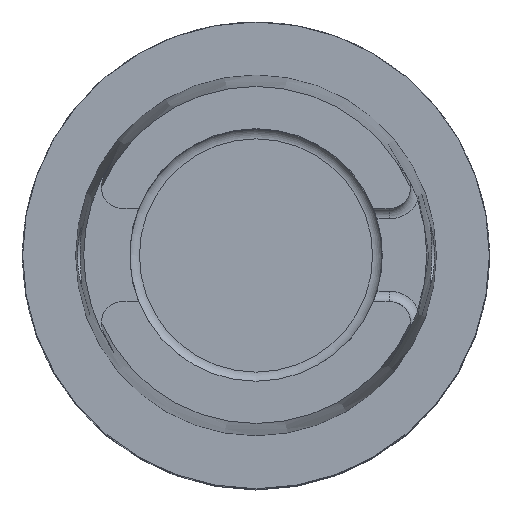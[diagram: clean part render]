
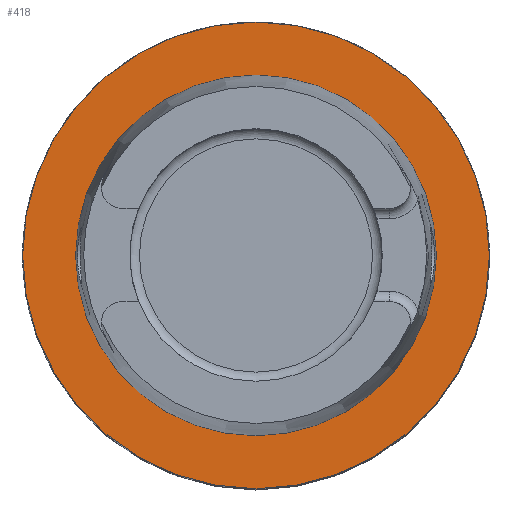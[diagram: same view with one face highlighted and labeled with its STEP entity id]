
A CAD part, top view. The second image highlights one B-rep face of the part: STEP entity #418.
In plain terms, the highlighted planar face has unit normal (0, 0, 1).
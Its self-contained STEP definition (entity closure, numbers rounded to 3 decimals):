
#67=PLANE('',#1452);
#169=CIRCLE('',#1415,31.47);
#187=CIRCLE('',#1450,24.321);
#418=ADVANCED_FACE('',(#506,#507),#67,.F.);
#506=FACE_BOUND('',#581,.T.);
#507=FACE_BOUND('',#582,.T.);
#581=EDGE_LOOP('',(#833));
#582=EDGE_LOOP('',(#834));
#833=ORIENTED_EDGE('',*,*,#1219,.T.);
#834=ORIENTED_EDGE('',*,*,#1295,.T.);
#1077=VERTEX_POINT('',#2331);
#1130=VERTEX_POINT('',#2626);
#1219=EDGE_CURVE('',#1077,#1077,#169,.T.);
#1295=EDGE_CURVE('',#1130,#1130,#187,.T.);
#1415=AXIS2_PLACEMENT_3D('',#2330,#1628,#1629);
#1450=AXIS2_PLACEMENT_3D('',#2625,#1736,#1737);
#1452=AXIS2_PLACEMENT_3D('',#2628,#1740,#1741);
#1628=DIRECTION('',(0.,0.,1.));
#1629=DIRECTION('',(-1.,0.,0.));
#1736=DIRECTION('',(0.,0.,-1.));
#1737=DIRECTION('',(-1.,0.,0.));
#1740=DIRECTION('',(0.,0.,-1.));
#1741=DIRECTION('',(-1.,0.,0.));
#2330=CARTESIAN_POINT('',(0.,0.,0.));
#2331=CARTESIAN_POINT('',(-31.47,0.,0.));
#2625=CARTESIAN_POINT('',(0.,0.,0.));
#2626=CARTESIAN_POINT('',(-24.321,0.,0.));
#2628=CARTESIAN_POINT('',(0.,25.43,0.));
